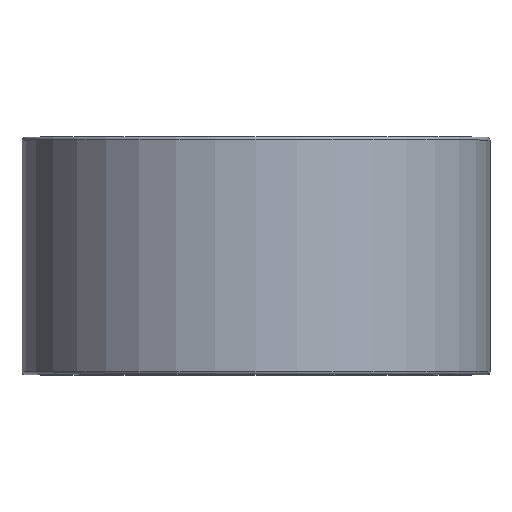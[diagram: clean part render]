
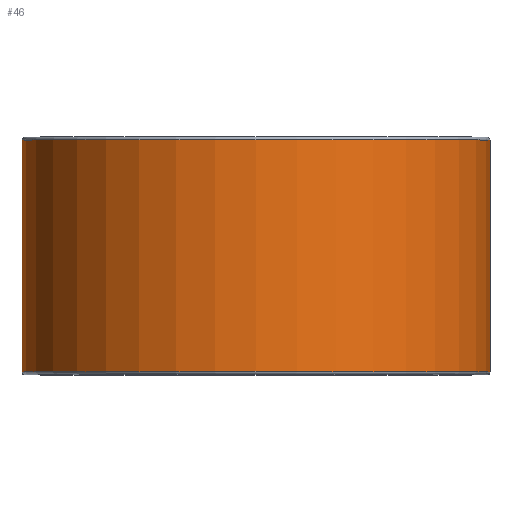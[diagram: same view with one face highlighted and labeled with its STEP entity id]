
A CAD part, top view. The second image highlights one B-rep face of the part: STEP entity #46.
In plain terms, the highlighted cylindrical face has radius 15.75 mm (diameter 31.5 mm), a full revolution.
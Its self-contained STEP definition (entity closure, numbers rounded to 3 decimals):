
#46 = ADVANCED_FACE( '', ( #93, #94 ), #95, .T. );
#93 = FACE_OUTER_BOUND( '', #132, .T. );
#94 = FACE_OUTER_BOUND( '', #133, .T. );
#95 = CYLINDRICAL_SURFACE( '', #134, 15.75 );
#132 = EDGE_LOOP( '', ( #179 ) );
#133 = EDGE_LOOP( '', ( #180 ) );
#134 = AXIS2_PLACEMENT_3D( '', #181, #182, #183 );
#179 = ORIENTED_EDGE( '', *, *, #196, .T. );
#180 = ORIENTED_EDGE( '', *, *, #194, .T. );
#181 = CARTESIAN_POINT( '', ( 0., -8., 0. ) );
#182 = DIRECTION( '', ( 0., -1., 0. ) );
#183 = DIRECTION( '', ( 0., 0., 1. ) );
#194 = EDGE_CURVE( '', #215, #215, #216, .T. );
#196 = EDGE_CURVE( '', #218, #218, #219, .F. );
#215 = VERTEX_POINT( '', #239 );
#216 = CIRCLE( '', #240, 15.75 );
#218 = VERTEX_POINT( '', #242 );
#219 = CIRCLE( '', #243, 15.75 );
#239 = CARTESIAN_POINT( '', ( 0., -7.8, 15.75 ) );
#240 = AXIS2_PLACEMENT_3D( '', #263, #264, #265 );
#242 = CARTESIAN_POINT( '', ( 0., 7.8, 15.75 ) );
#243 = AXIS2_PLACEMENT_3D( '', #266, #267, #268 );
#263 = CARTESIAN_POINT( '', ( 0., -7.8, 0. ) );
#264 = DIRECTION( '', ( 0., 1., 0. ) );
#265 = DIRECTION( '', ( 0., 0., 1. ) );
#266 = CARTESIAN_POINT( '', ( 0., 7.8, 0. ) );
#267 = DIRECTION( '', ( 0., 1., 0. ) );
#268 = DIRECTION( '', ( 0., 0., 1. ) );
